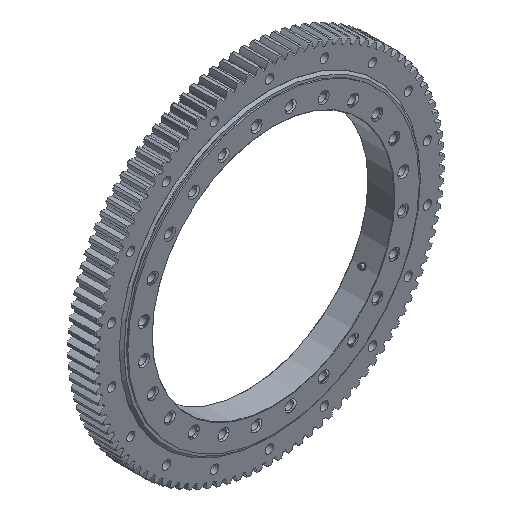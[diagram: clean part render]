
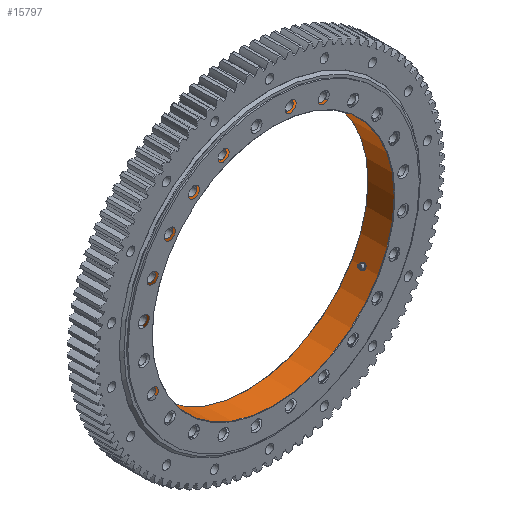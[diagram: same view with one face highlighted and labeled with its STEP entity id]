
A CAD part, isometric view. The second image highlights one B-rep face of the part: STEP entity #15797.
In plain terms, the highlighted cylindrical face has radius 234.95 mm (diameter 469.9 mm), a full revolution.
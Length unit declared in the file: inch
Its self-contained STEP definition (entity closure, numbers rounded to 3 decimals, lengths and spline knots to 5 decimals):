
#294=B_SPLINE_CURVE_WITH_KNOTS('',3,(#31210,#31211,#31212,#31213,#31214,
#31215,#31216,#31217,#31218,#31219),.UNSPECIFIED.,.F.,.F.,(4,2,2,2,4),(0.,
0.52385,1.0477,1.57155,2.0954),
 .UNSPECIFIED.);
#295=B_SPLINE_CURVE_WITH_KNOTS('',3,(#31220,#31221,#31222,#31223,#31224,
#31225,#31226,#31227,#31228,#31229,#31230,#31231,#31232,#31233,#31234,#31235,
#31236,#31237,#31238,#31239,#31240,#31241,#31242,#31243,#31244,#31245),
 .UNSPECIFIED.,.F.,.F.,(4,2,2,2,2,2,2,2,2,2,2,2,4),(2.0954,2.61926,
3.14311,3.66696,4.19081,4.71466,5.23851,
5.76236,6.28621,6.81006,7.33391,7.85777,
8.38162),.UNSPECIFIED.);
#852=CYLINDRICAL_SURFACE('',#16912,9.25);
#1333=FACE_BOUND('',#2473,.T.);
#1568=FACE_OUTER_BOUND('',#2472,.T.);
#2472=EDGE_LOOP('',(#10795,#10796,#10797,#10798,#10799,#10800));
#2473=EDGE_LOOP('',(#10801,#10802));
#3366=LINE('',#31207,#3914);
#3914=VECTOR('',#19427,9.25);
#4566=CIRCLE('',#16910,9.25);
#4567=CIRCLE('',#16911,9.25);
#4568=CIRCLE('',#16913,9.25);
#4569=CIRCLE('',#16914,9.25);
#6041=VERTEX_POINT('',#31197);
#6042=VERTEX_POINT('',#31199);
#6043=VERTEX_POINT('',#31203);
#6044=VERTEX_POINT('',#31204);
#6045=VERTEX_POINT('',#31208);
#6046=VERTEX_POINT('',#31209);
#7868=EDGE_CURVE('',#6041,#6042,#4566,.T.);
#7869=EDGE_CURVE('',#6042,#6041,#4567,.T.);
#7870=EDGE_CURVE('',#6043,#6044,#4568,.T.);
#7871=EDGE_CURVE('',#6044,#6043,#4569,.T.);
#7872=EDGE_CURVE('',#6044,#6042,#3366,.T.);
#7873=EDGE_CURVE('',#6045,#6046,#294,.T.);
#7874=EDGE_CURVE('',#6046,#6045,#295,.T.);
#10795=ORIENTED_EDGE('',*,*,#7870,.F.);
#10796=ORIENTED_EDGE('',*,*,#7871,.F.);
#10797=ORIENTED_EDGE('',*,*,#7872,.T.);
#10798=ORIENTED_EDGE('',*,*,#7868,.F.);
#10799=ORIENTED_EDGE('',*,*,#7869,.F.);
#10800=ORIENTED_EDGE('',*,*,#7872,.F.);
#10801=ORIENTED_EDGE('',*,*,#7873,.T.);
#10802=ORIENTED_EDGE('',*,*,#7874,.T.);
#15797=ADVANCED_FACE('',(#1568,#1333),#852,.F.);
#16910=AXIS2_PLACEMENT_3D('',#31200,#19417,#19418);
#16911=AXIS2_PLACEMENT_3D('',#31201,#19419,#19420);
#16912=AXIS2_PLACEMENT_3D('',#31202,#19421,#19422);
#16913=AXIS2_PLACEMENT_3D('',#31205,#19423,#19424);
#16914=AXIS2_PLACEMENT_3D('',#31206,#19425,#19426);
#19417=DIRECTION('center_axis',(0.,1.,0.));
#19418=DIRECTION('ref_axis',(1.,0.,0.));
#19419=DIRECTION('center_axis',(0.,1.,0.));
#19420=DIRECTION('ref_axis',(1.,0.,0.));
#19421=DIRECTION('center_axis',(0.,1.,0.));
#19422=DIRECTION('ref_axis',(-1.,0.,0.));
#19423=DIRECTION('center_axis',(0.,-1.,0.));
#19424=DIRECTION('ref_axis',(1.,0.,0.));
#19425=DIRECTION('center_axis',(0.,-1.,0.));
#19426=DIRECTION('ref_axis',(1.,0.,0.));
#19427=DIRECTION('',(0.,-1.,0.));
#31197=CARTESIAN_POINT('',(-9.25,-1.1575,0.));
#31199=CARTESIAN_POINT('',(9.25,-1.1575,0.));
#31200=CARTESIAN_POINT('Origin',(0.,-1.1575,0.));
#31201=CARTESIAN_POINT('Origin',(0.,-1.1575,0.));
#31202=CARTESIAN_POINT('Origin',(0.,-0.156,0.));
#31203=CARTESIAN_POINT('',(-9.25,0.8455,0.));
#31204=CARTESIAN_POINT('',(9.25,0.8455,0.));
#31205=CARTESIAN_POINT('Origin',(0.,0.8455,0.));
#31206=CARTESIAN_POINT('Origin',(0.,0.8455,0.));
#31207=CARTESIAN_POINT('',(9.25,-0.156,0.));
#31208=CARTESIAN_POINT('',(-9.23379,0.,0.54738));
#31209=CARTESIAN_POINT('',(-9.25,0.54738,0.));
#31210=CARTESIAN_POINT('Ctrl Pts',(-9.23379,0.,
0.54738));
#31211=CARTESIAN_POINT('Ctrl Pts',(-9.23379,0.06875,
0.54738));
#31212=CARTESIAN_POINT('Ctrl Pts',(-9.23464,0.14207,
0.53363));
#31213=CARTESIAN_POINT('Ctrl Pts',(-9.2377,0.27692,0.47777));
#31214=CARTESIAN_POINT('Ctrl Pts',(-9.23986,0.33846,
0.43564));
#31215=CARTESIAN_POINT('Ctrl Pts',(-9.24393,0.43564,
0.33846));
#31216=CARTESIAN_POINT('Ctrl Pts',(-9.2461,0.47777,
0.27692));
#31217=CARTESIAN_POINT('Ctrl Pts',(-9.24915,0.53363,
0.14207));
#31218=CARTESIAN_POINT('Ctrl Pts',(-9.25,0.54738,0.06875));
#31219=CARTESIAN_POINT('Ctrl Pts',(-9.25,0.54738,0.));
#31220=CARTESIAN_POINT('Ctrl Pts',(-9.25,0.54738,0.));
#31221=CARTESIAN_POINT('Ctrl Pts',(-9.25,0.54738,-0.06875));
#31222=CARTESIAN_POINT('Ctrl Pts',(-9.24915,0.53363,
-0.14207));
#31223=CARTESIAN_POINT('Ctrl Pts',(-9.2461,0.47777,
-0.27692));
#31224=CARTESIAN_POINT('Ctrl Pts',(-9.24393,0.43564,
-0.33846));
#31225=CARTESIAN_POINT('Ctrl Pts',(-9.23986,0.33846,
-0.43564));
#31226=CARTESIAN_POINT('Ctrl Pts',(-9.2377,0.27692,-0.47777));
#31227=CARTESIAN_POINT('Ctrl Pts',(-9.23464,0.14207,
-0.53363));
#31228=CARTESIAN_POINT('Ctrl Pts',(-9.23379,0.06875,
-0.54738));
#31229=CARTESIAN_POINT('Ctrl Pts',(-9.23379,-0.06875,
-0.54738));
#31230=CARTESIAN_POINT('Ctrl Pts',(-9.23464,-0.14207,
-0.53363));
#31231=CARTESIAN_POINT('Ctrl Pts',(-9.2377,-0.27692,-0.47777));
#31232=CARTESIAN_POINT('Ctrl Pts',(-9.23986,-0.33846,
-0.43564));
#31233=CARTESIAN_POINT('Ctrl Pts',(-9.24393,-0.43564,
-0.33846));
#31234=CARTESIAN_POINT('Ctrl Pts',(-9.2461,-0.47777,
-0.27692));
#31235=CARTESIAN_POINT('Ctrl Pts',(-9.24915,-0.53363,
-0.14207));
#31236=CARTESIAN_POINT('Ctrl Pts',(-9.25,-0.54738,-0.06875));
#31237=CARTESIAN_POINT('Ctrl Pts',(-9.25,-0.54738,0.06875));
#31238=CARTESIAN_POINT('Ctrl Pts',(-9.24915,-0.53363,
0.14207));
#31239=CARTESIAN_POINT('Ctrl Pts',(-9.2461,-0.47777,
0.27692));
#31240=CARTESIAN_POINT('Ctrl Pts',(-9.24393,-0.43564,
0.33846));
#31241=CARTESIAN_POINT('Ctrl Pts',(-9.23986,-0.33846,
0.43564));
#31242=CARTESIAN_POINT('Ctrl Pts',(-9.2377,-0.27692,0.47777));
#31243=CARTESIAN_POINT('Ctrl Pts',(-9.23464,-0.14207,
0.53363));
#31244=CARTESIAN_POINT('Ctrl Pts',(-9.23379,-0.06875,
0.54738));
#31245=CARTESIAN_POINT('Ctrl Pts',(-9.23379,0.,0.54738));
